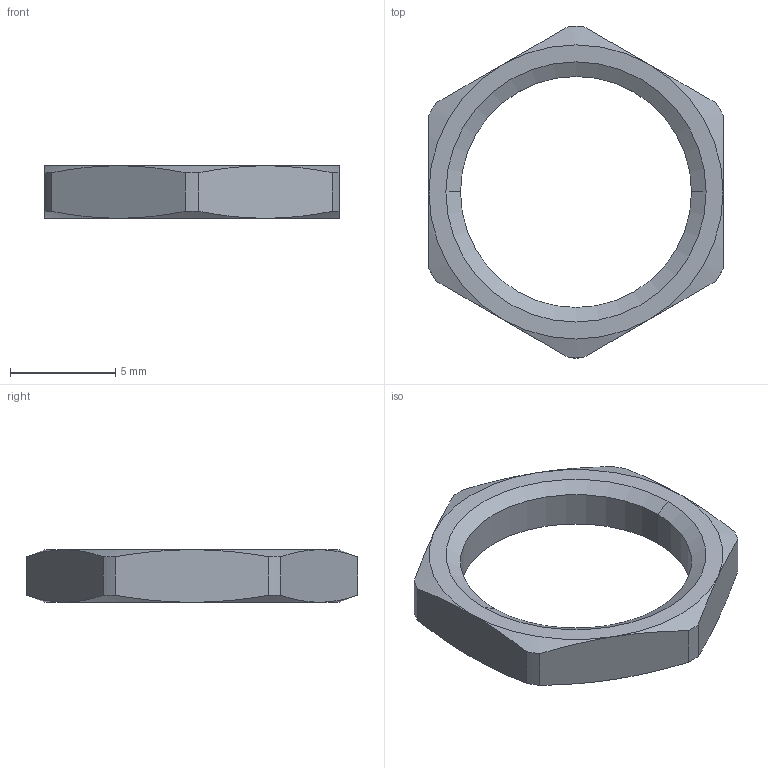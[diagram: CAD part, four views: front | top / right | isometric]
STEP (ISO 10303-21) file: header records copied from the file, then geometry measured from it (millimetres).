
FILE_DESCRIPTION((''),'2;1');
FILE_NAME('LEMO_ECP.1S.302.CLN_Part3.stp','2013-03-20T12:59:39',(''),(''),'Mechanical Desktop 2011','Mechanical Desktop 2011',', , ');
FILE_SCHEMA(('AUTOMOTIVE_DESIGN { 1 2 10303 214 1 1 1 1 }'));
Length unit declared in the file: millimetre
Products named in the file (1): Product
Bounding box: 14 x 15.8 x 2.5 mm (x, y, z)
Volume: 172.4 mm3; surface area: 324.6 mm2
Topology: 1 solids, 1 shells, 32 faces, 74 edges, 44 vertices
Faces by surface type: cone 16, cylinder 8, plane 8
Entity records: 927 total; most frequent: CARTESIAN_POINT 199, DIRECTION 148, ORIENTED_EDGE 148, EDGE_CURVE 74, AXIS2_PLACEMENT_3D 65, VERTEX_POINT 44, EDGE_LOOP 34, CIRCLE 32
